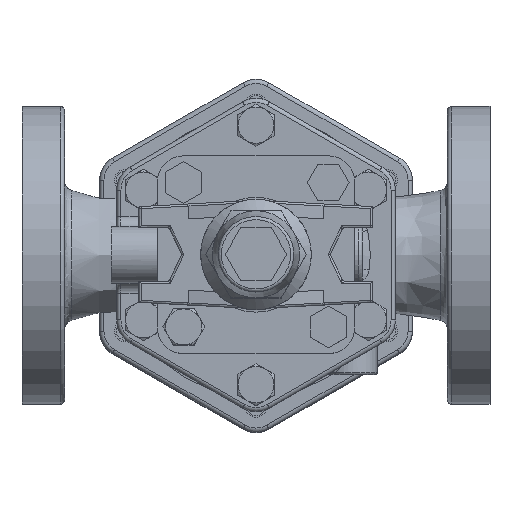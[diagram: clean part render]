
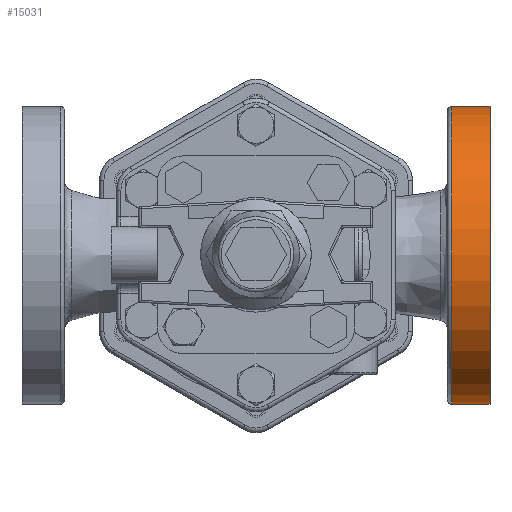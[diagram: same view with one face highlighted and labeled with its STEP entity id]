
A CAD part, top view. The second image highlights one B-rep face of the part: STEP entity #15031.
In plain terms, the highlighted cylindrical face has radius 70 mm (diameter 140 mm), a full revolution.
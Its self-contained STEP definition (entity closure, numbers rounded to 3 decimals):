
#471=FACE_BOUND('',#2462,.T.);
#1425=FACE_OUTER_BOUND('',#2461,.T.);
#2461=EDGE_LOOP('',(#10508));
#2462=EDGE_LOOP('',(#10509));
#5264=CIRCLE('',#16063,70.);
#5270=CIRCLE('',#16071,70.);
#6567=VERTEX_POINT('',#23399);
#6574=VERTEX_POINT('',#23468);
#8087=EDGE_CURVE('',#6567,#6567,#5264,.T.);
#8094=EDGE_CURVE('',#6574,#6574,#5270,.T.);
#10508=ORIENTED_EDGE('',*,*,#8094,.F.);
#10509=ORIENTED_EDGE('',*,*,#8087,.F.);
#14704=CYLINDRICAL_SURFACE('',#16070,70.);
#15031=ADVANCED_FACE('',(#1425,#471),#14704,.T.);
#16063=AXIS2_PLACEMENT_3D('',#23400,#17915,#17916);
#16070=AXIS2_PLACEMENT_3D('',#23467,#17929,#17930);
#16071=AXIS2_PLACEMENT_3D('',#23469,#17931,#17932);
#17915=DIRECTION('center_axis',(-1.,0.,0.));
#17916=DIRECTION('ref_axis',(0.,0.,1.));
#17929=DIRECTION('center_axis',(1.,0.,0.));
#17930=DIRECTION('ref_axis',(0.,0.,1.));
#17931=DIRECTION('center_axis',(1.,0.,0.));
#17932=DIRECTION('ref_axis',(0.,0.,1.));
#23399=CARTESIAN_POINT('',(92.,0.,38.));
#23400=CARTESIAN_POINT('Origin',(92.,0.,108.));
#23467=CARTESIAN_POINT('Origin',(90.,0.,108.));
#23468=CARTESIAN_POINT('',(110.,0.,38.));
#23469=CARTESIAN_POINT('Origin',(110.,0.,108.));
